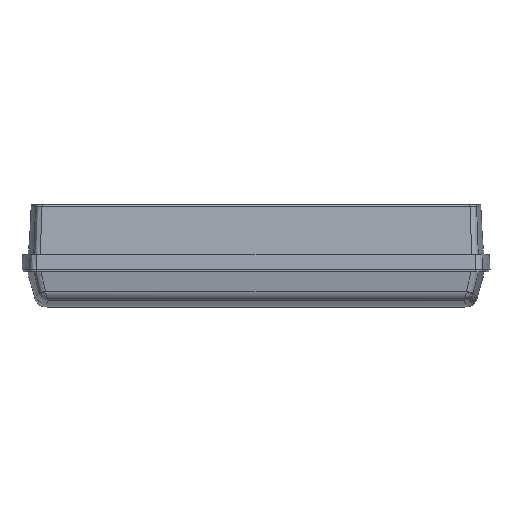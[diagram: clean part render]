
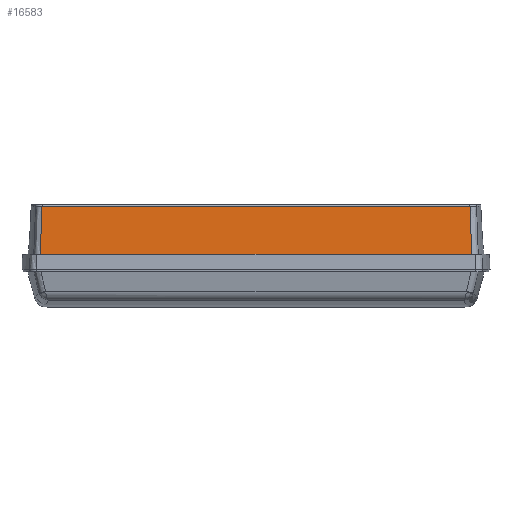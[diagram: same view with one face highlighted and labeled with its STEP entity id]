
A CAD part, front view. The second image highlights one B-rep face of the part: STEP entity #16583.
In plain terms, the highlighted face is planar.
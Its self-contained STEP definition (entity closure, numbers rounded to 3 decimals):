
#20 = ORIENTED_EDGE ( 'NONE', *, *, #1006, .F. ) ;
#162 = CARTESIAN_POINT ( 'NONE',  ( 49.404, 75.273, -0.956 ) ) ;
#1006 = EDGE_CURVE ( 'NONE', #13484, #12406, #16460, .T. ) ;
#2241 = ORIENTED_EDGE ( 'NONE', *, *, #22269, .T. ) ;
#3950 = VERTEX_POINT ( 'NONE', #19489 ) ;
#5228 = EDGE_CURVE ( 'NONE', #13484, #16715, #13847, .T. ) ;
#5344 = CARTESIAN_POINT ( 'NONE',  ( 51., 164.175, -37.5 ) ) ;
#5415 = CARTESIAN_POINT ( 'NONE',  ( 51., 75.273, -37.5 ) ) ;
#6281 = CARTESIAN_POINT ( 'NONE',  ( 49.404, -162.854, -0.956 ) ) ;
#6323 = B_SPLINE_CURVE_WITH_KNOTS ( 'NONE', 3,
 ( #18794, #22168, #16668, #9803 ),
 .UNSPECIFIED., .F., .F.,
 ( 4, 4 ),
 ( 0., 0.037 ),
 .UNSPECIFIED. ) ;
#6456 = EDGE_CURVE ( 'NONE', #16715, #3950, #6323, .T. ) ;
#8208 = VECTOR ( 'NONE', #8804, 1000. ) ;
#8804 = DIRECTION ( 'NONE',  ( 0., 1., 0. ) ) ;
#9803 = CARTESIAN_POINT ( 'NONE',  ( 49.404, 162.854, -0.956 ) ) ;
#9828 = CARTESIAN_POINT ( 'NONE',  ( 51., -164.175, -37.5 ) ) ;
#10092 = PLANE ( 'NONE',  #13754 ) ;
#12406 = VERTEX_POINT ( 'NONE', #15832 ) ;
#12798 = CARTESIAN_POINT ( 'NONE',  ( 51., -164.175, -37.5 ) ) ;
#13120 = FACE_OUTER_BOUND ( 'NONE', #17270, .T. ) ;
#13235 = CARTESIAN_POINT ( 'NONE',  ( 50.468, -163.736, -25.319 ) ) ;
#13484 = VERTEX_POINT ( 'NONE', #9828 ) ;
#13754 = AXIS2_PLACEMENT_3D ( 'NONE', #18301, #18531, #14923 ) ;
#13847 = LINE ( 'NONE', #5415, #8208 ) ;
#14923 = DIRECTION ( 'NONE',  ( 0., -1., 0. ) ) ;
#15832 = CARTESIAN_POINT ( 'NONE',  ( 49.404, -162.854, -0.956 ) ) ;
#16460 = B_SPLINE_CURVE_WITH_KNOTS ( 'NONE', 3,
 ( #12798, #13235, #21690, #6281 ),
 .UNSPECIFIED., .F., .F.,
 ( 4, 4 ),
 ( 0., 0.037 ),
 .UNSPECIFIED. ) ;
#16583 = ADVANCED_FACE ( 'NONE', ( #13120 ), #10092, .T. ) ;
#16668 = CARTESIAN_POINT ( 'NONE',  ( 49.936, 163.295, -13.138 ) ) ;
#16715 = VERTEX_POINT ( 'NONE', #5344 ) ;
#17270 = EDGE_LOOP ( 'NONE', ( #2241, #20, #20866, #19216 ) ) ;
#18301 = CARTESIAN_POINT ( 'NONE',  ( 51., 75.273, -37.5 ) ) ;
#18531 = DIRECTION ( 'NONE',  ( 0.999, 0., 0.044 ) ) ;
#18794 = CARTESIAN_POINT ( 'NONE',  ( 51., 164.175, -37.5 ) ) ;
#19172 = DIRECTION ( 'NONE',  ( 0., -1., 0. ) ) ;
#19216 = ORIENTED_EDGE ( 'NONE', *, *, #6456, .T. ) ;
#19489 = CARTESIAN_POINT ( 'NONE',  ( 49.404, 162.854, -0.956 ) ) ;
#19497 = LINE ( 'NONE', #162, #20748 ) ;
#20748 = VECTOR ( 'NONE', #19172, 1000. ) ;
#20866 = ORIENTED_EDGE ( 'NONE', *, *, #5228, .T. ) ;
#21690 = CARTESIAN_POINT ( 'NONE',  ( 49.936, -163.295, -13.138 ) ) ;
#22168 = CARTESIAN_POINT ( 'NONE',  ( 50.468, 163.736, -25.319 ) ) ;
#22269 = EDGE_CURVE ( 'NONE', #3950, #12406, #19497, .T. ) ;
